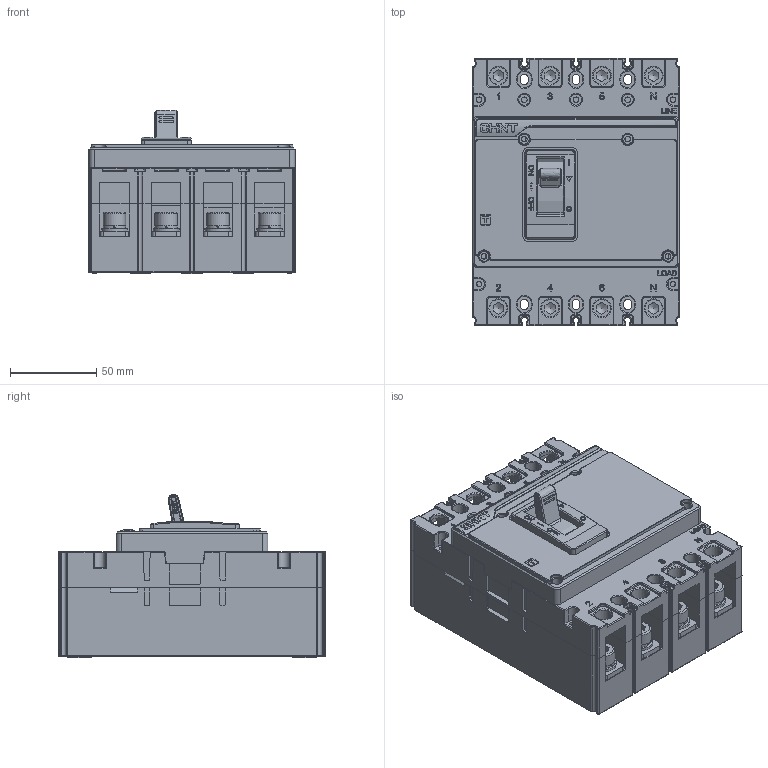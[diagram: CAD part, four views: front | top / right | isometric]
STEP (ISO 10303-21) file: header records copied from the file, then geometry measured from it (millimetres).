
FILE_DESCRIPTION(/* description */ (''),/* implementation_level */ '2;1');
FILE_NAME(/* name */ 'NXM-160S 4P.stp',/* time_stamp */ '2017-04-07T14:53:56+08:00',/* author */ (''),/* organization */ (''),/* preprocessor_version */ 'ST-DEVELOPER v11',/* originating_system */ 'SIEMENS PLM Software NX 7.5',/* authorisation */ '');
FILE_SCHEMA (('CONFIG_CONTROL_DESIGN'));
Products named in the file (1): _model1
Bounding box: 120 x 155 x 94.68 mm (x, y, z)
Volume: 981240.3 mm3; surface area: 285369.1 mm2
Topology: 42 solids, 132 shells, 5193 faces, 13642 edges, 8726 vertices
Faces by surface type: plane 3298, cylinder 1256, extrusion 214, torus 149, sphere 125, cone 89, bspline 62
Full cylindrical faces by diameter (mm): 2.3 x1, 2.7 x1, 2.9 x4, 3 x8, 3.2 x11, 3.5 x11, 4 x8, 4.5 x1, 5.3 x2, 5.5 x2, 5.8 x4, 6 x3, 6.1 x8, 6.2 x4, 6.5 x5, 6.6 x8, 6.8 x8, 8 x8, 8.5 x2, 9 x4, 10 x20, 13 x16, 13.5 x8, 15 x8
Entity records: 176092 total; most frequent: CARTESIAN_POINT 50216, ORIENTED_EDGE 26324, DIRECTION 24990, EDGE_CURVE 13162, VECTOR 9434, LINE 9220, VERTEX_POINT 8613, AXIS2_PLACEMENT_3D 7778
